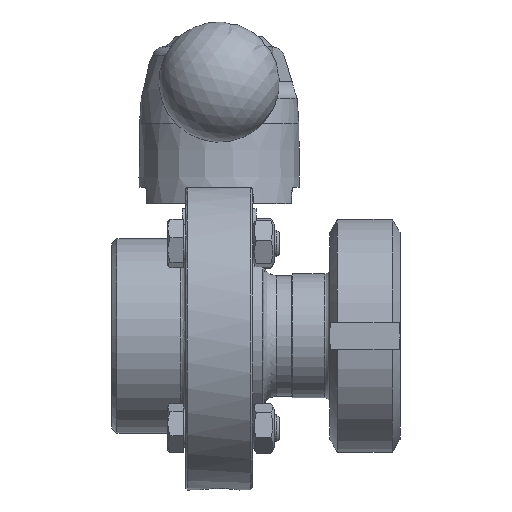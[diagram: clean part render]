
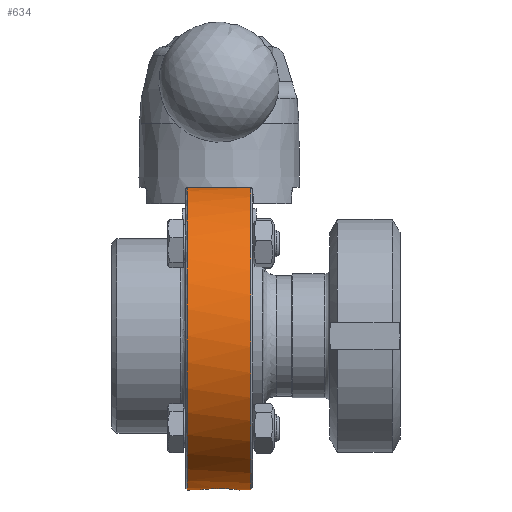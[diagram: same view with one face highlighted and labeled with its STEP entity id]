
A CAD part, front view. The second image highlights one B-rep face of the part: STEP entity #634.
In plain terms, the highlighted cylindrical face has radius 46 mm (diameter 92 mm), a full revolution.
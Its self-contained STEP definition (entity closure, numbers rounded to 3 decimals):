
#273=CARTESIAN_POINT('',(-6.1,0.,-46.));
#274=VERTEX_POINT('',#273);
#275=CARTESIAN_POINT('',(0.,-6.1,-45.594));
#276=VERTEX_POINT('',#275);
#277=CARTESIAN_POINT('',(-6.1,0.,-46.));
#278=CARTESIAN_POINT('',(-6.1,-0.767,-46.));
#279=CARTESIAN_POINT('',(-5.947,-1.584,-45.979));
#280=CARTESIAN_POINT('',(-5.324,-3.087,-45.902));
#281=CARTESIAN_POINT('',(-4.854,-3.772,-45.848));
#282=CARTESIAN_POINT('',(-3.772,-4.854,-45.746));
#283=CARTESIAN_POINT('',(-3.087,-5.324,-45.692));
#284=CARTESIAN_POINT('',(-1.584,-5.947,-45.615));
#285=CARTESIAN_POINT('',(-0.767,-6.1,-45.594));
#286=CARTESIAN_POINT('',(0.,-6.1,-45.594));
#287=B_SPLINE_CURVE_WITH_KNOTS('',3,(#277,#278,#279,#280,#281,#282,#283,#284,#285,#286),.UNSPECIFIED.,.F.,.U.,(4,2,2,2,4),(-0.92,-0.69,-0.46,-0.23,0.0),.UNSPECIFIED.);
#288=EDGE_CURVE('',#274,#276,#287,.T.);
#290=CARTESIAN_POINT('',(0.,6.1,-45.594));
#291=VERTEX_POINT('',#290);
#292=CARTESIAN_POINT('',(0.,6.1,-45.594));
#293=CARTESIAN_POINT('',(-0.767,6.1,-45.594));
#294=CARTESIAN_POINT('',(-1.584,5.947,-45.615));
#295=CARTESIAN_POINT('',(-3.087,5.324,-45.692));
#296=CARTESIAN_POINT('',(-3.772,4.854,-45.746));
#297=CARTESIAN_POINT('',(-4.854,3.772,-45.848));
#298=CARTESIAN_POINT('',(-5.324,3.087,-45.902));
#299=CARTESIAN_POINT('',(-5.947,1.584,-45.979));
#300=CARTESIAN_POINT('',(-6.1,0.767,-46.));
#301=CARTESIAN_POINT('',(-6.1,0.,-46.));
#302=B_SPLINE_CURVE_WITH_KNOTS('',3,(#292,#293,#294,#295,#296,#297,#298,#299,#300,#301),.UNSPECIFIED.,.F.,.U.,(4,2,2,2,4),(-1.841,-1.61,-1.38,-1.15,-0.92),.UNSPECIFIED.);
#303=EDGE_CURVE('',#291,#274,#302,.T.);
#305=CARTESIAN_POINT('',(6.1,0.,-46.));
#306=VERTEX_POINT('',#305);
#307=CARTESIAN_POINT('',(6.1,0.,-46.));
#308=CARTESIAN_POINT('',(6.1,0.767,-46.));
#309=CARTESIAN_POINT('',(5.947,1.584,-45.979));
#310=CARTESIAN_POINT('',(5.324,3.087,-45.902));
#311=CARTESIAN_POINT('',(4.854,3.772,-45.848));
#312=CARTESIAN_POINT('',(3.772,4.854,-45.746));
#313=CARTESIAN_POINT('',(3.087,5.324,-45.692));
#314=CARTESIAN_POINT('',(1.584,5.947,-45.615));
#315=CARTESIAN_POINT('',(0.767,6.1,-45.594));
#316=CARTESIAN_POINT('',(0.,6.1,-45.594));
#317=B_SPLINE_CURVE_WITH_KNOTS('',3,(#307,#308,#309,#310,#311,#312,#313,#314,#315,#316),.UNSPECIFIED.,.F.,.U.,(4,2,2,2,4),(-0.92,-0.69,-0.46,-0.23,0.0),.UNSPECIFIED.);
#318=EDGE_CURVE('',#306,#291,#317,.T.);
#320=CARTESIAN_POINT('',(0.,-6.1,-45.594));
#321=CARTESIAN_POINT('',(0.767,-6.1,-45.594));
#322=CARTESIAN_POINT('',(1.584,-5.947,-45.615));
#323=CARTESIAN_POINT('',(3.087,-5.324,-45.692));
#324=CARTESIAN_POINT('',(3.772,-4.854,-45.746));
#325=CARTESIAN_POINT('',(4.854,-3.772,-45.848));
#326=CARTESIAN_POINT('',(5.324,-3.087,-45.902));
#327=CARTESIAN_POINT('',(5.947,-1.584,-45.979));
#328=CARTESIAN_POINT('',(6.1,-0.767,-46.));
#329=CARTESIAN_POINT('',(6.1,0.,-46.));
#330=B_SPLINE_CURVE_WITH_KNOTS('',3,(#320,#321,#322,#323,#324,#325,#326,#327,#328,#329),.UNSPECIFIED.,.F.,.U.,(4,2,2,2,4),(-1.841,-1.61,-1.38,-1.15,-0.92),.UNSPECIFIED.);
#331=EDGE_CURVE('',#276,#306,#330,.T.);
#341=CARTESIAN_POINT('',(6.1,0.,46.));
#342=VERTEX_POINT('',#341);
#343=CARTESIAN_POINT('',(0.,-6.1,45.594));
#344=VERTEX_POINT('',#343);
#345=CARTESIAN_POINT('',(6.1,0.,46.));
#346=CARTESIAN_POINT('',(6.1,-0.767,46.));
#347=CARTESIAN_POINT('',(5.947,-1.584,45.979));
#348=CARTESIAN_POINT('',(5.324,-3.087,45.902));
#349=CARTESIAN_POINT('',(4.854,-3.772,45.848));
#350=CARTESIAN_POINT('',(3.772,-4.854,45.746));
#351=CARTESIAN_POINT('',(3.087,-5.324,45.692));
#352=CARTESIAN_POINT('',(1.584,-5.947,45.615));
#353=CARTESIAN_POINT('',(0.767,-6.1,45.594));
#354=CARTESIAN_POINT('',(0.,-6.1,45.594));
#355=B_SPLINE_CURVE_WITH_KNOTS('',3,(#345,#346,#347,#348,#349,#350,#351,#352,#353,#354),.UNSPECIFIED.,.F.,.U.,(4,2,2,2,4),(0.92,1.15,1.38,1.61,1.841),.UNSPECIFIED.);
#356=EDGE_CURVE('',#342,#344,#355,.T.);
#358=CARTESIAN_POINT('',(0.,6.1,45.594));
#359=VERTEX_POINT('',#358);
#360=CARTESIAN_POINT('',(0.,6.1,45.594));
#361=CARTESIAN_POINT('',(0.767,6.1,45.594));
#362=CARTESIAN_POINT('',(1.584,5.947,45.615));
#363=CARTESIAN_POINT('',(3.087,5.324,45.692));
#364=CARTESIAN_POINT('',(3.772,4.854,45.746));
#365=CARTESIAN_POINT('',(4.854,3.772,45.848));
#366=CARTESIAN_POINT('',(5.324,3.087,45.902));
#367=CARTESIAN_POINT('',(5.947,1.584,45.979));
#368=CARTESIAN_POINT('',(6.1,0.767,46.));
#369=CARTESIAN_POINT('',(6.1,0.,46.));
#370=B_SPLINE_CURVE_WITH_KNOTS('',3,(#360,#361,#362,#363,#364,#365,#366,#367,#368,#369),.UNSPECIFIED.,.F.,.U.,(4,2,2,2,4),(0.0,0.23,0.46,0.69,0.92),.UNSPECIFIED.);
#371=EDGE_CURVE('',#359,#342,#370,.T.);
#373=CARTESIAN_POINT('',(-6.1,0.,46.));
#374=VERTEX_POINT('',#373);
#375=CARTESIAN_POINT('',(-6.1,0.,46.0));
#376=CARTESIAN_POINT('',(-6.1,0.767,46.0));
#377=CARTESIAN_POINT('',(-5.947,1.584,45.979));
#378=CARTESIAN_POINT('',(-5.324,3.087,45.902));
#379=CARTESIAN_POINT('',(-4.854,3.772,45.848));
#380=CARTESIAN_POINT('',(-3.772,4.854,45.746));
#381=CARTESIAN_POINT('',(-3.087,5.324,45.692));
#382=CARTESIAN_POINT('',(-1.584,5.947,45.615));
#383=CARTESIAN_POINT('',(-0.767,6.1,45.594));
#384=CARTESIAN_POINT('',(0.,6.1,45.594));
#385=B_SPLINE_CURVE_WITH_KNOTS('',3,(#375,#376,#377,#378,#379,#380,#381,#382,#383,#384),.UNSPECIFIED.,.F.,.U.,(4,2,2,2,4),(0.92,1.15,1.38,1.61,1.841),.UNSPECIFIED.);
#386=EDGE_CURVE('',#374,#359,#385,.T.);
#388=CARTESIAN_POINT('',(0.,-6.1,45.594));
#389=CARTESIAN_POINT('',(-0.767,-6.1,45.594));
#390=CARTESIAN_POINT('',(-1.584,-5.947,45.615));
#391=CARTESIAN_POINT('',(-3.087,-5.324,45.692));
#392=CARTESIAN_POINT('',(-3.772,-4.854,45.746));
#393=CARTESIAN_POINT('',(-4.854,-3.772,45.848));
#394=CARTESIAN_POINT('',(-5.324,-3.087,45.902));
#395=CARTESIAN_POINT('',(-5.947,-1.584,45.979));
#396=CARTESIAN_POINT('',(-6.1,-0.767,46.0));
#397=CARTESIAN_POINT('',(-6.1,0.,46.0));
#398=B_SPLINE_CURVE_WITH_KNOTS('',3,(#388,#389,#390,#391,#392,#393,#394,#395,#396,#397),.UNSPECIFIED.,.F.,.U.,(4,2,2,2,4),(0.0,0.23,0.46,0.69,0.92),.UNSPECIFIED.);
#399=EDGE_CURVE('',#344,#374,#398,.T.);
#595=CARTESIAN_POINT('',(5.,0.0,0.0));
#596=DIRECTION('',(1.0,0.0,0.0));
#597=DIRECTION('',(0.0,1.0,0.0));
#598=AXIS2_PLACEMENT_3D('',#595,#596,#597);
#599=CYLINDRICAL_SURFACE('',#598,46.);
#600=CARTESIAN_POINT('',(-9.5,-46.,0.0));
#601=VERTEX_POINT('',#600);
#602=CARTESIAN_POINT('',(-9.5,0.0,0.0));
#603=DIRECTION('',(-1.0,0.0,0.0));
#604=DIRECTION('',(0.0,-1.0,0.0));
#605=AXIS2_PLACEMENT_3D('',#602,#603,#604);
#606=CIRCLE('',#605,46.);
#607=EDGE_CURVE('',#601,#601,#606,.T.);
#608=ORIENTED_EDGE('',*,*,#607,.F.);
#609=EDGE_LOOP('',(#608));
#610=FACE_OUTER_BOUND('',#609,.T.);
#611=ORIENTED_EDGE('',*,*,#331,.T.);
#612=ORIENTED_EDGE('',*,*,#318,.T.);
#613=ORIENTED_EDGE('',*,*,#303,.T.);
#614=ORIENTED_EDGE('',*,*,#288,.T.);
#615=EDGE_LOOP('',(#611,#612,#613,#614));
#616=FACE_BOUND('',#615,.T.);
#617=ORIENTED_EDGE('',*,*,#399,.T.);
#618=ORIENTED_EDGE('',*,*,#386,.T.);
#619=ORIENTED_EDGE('',*,*,#371,.T.);
#620=ORIENTED_EDGE('',*,*,#356,.T.);
#621=EDGE_LOOP('',(#617,#618,#619,#620));
#622=FACE_BOUND('',#621,.T.);
#623=CARTESIAN_POINT('',(9.5,46.,0.));
#624=VERTEX_POINT('',#623);
#625=CARTESIAN_POINT('',(9.5,0.0,0.0));
#626=DIRECTION('',(1.0,0.0,0.0));
#627=DIRECTION('',(0.0,-1.0,0.0));
#628=AXIS2_PLACEMENT_3D('',#625,#626,#627);
#629=CIRCLE('',#628,46.);
#630=EDGE_CURVE('',#624,#624,#629,.T.);
#631=ORIENTED_EDGE('',*,*,#630,.F.);
#632=EDGE_LOOP('',(#631));
#633=FACE_BOUND('',#632,.T.);
#634=ADVANCED_FACE('',(#610,#616,#622,#633),#599,.T.);
